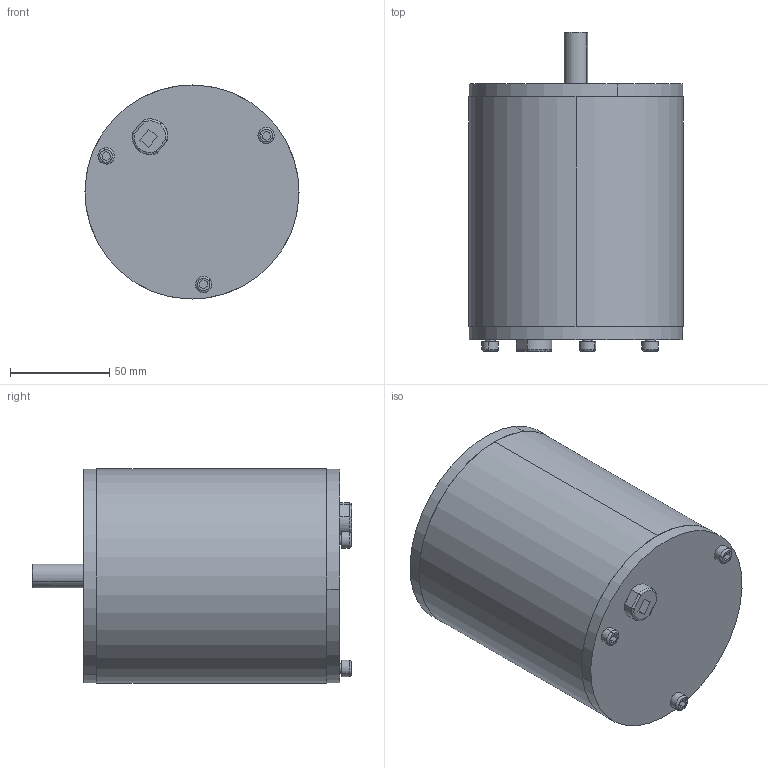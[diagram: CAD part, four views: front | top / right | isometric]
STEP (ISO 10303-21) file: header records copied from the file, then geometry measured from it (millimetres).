
FILE_DESCRIPTION (( 'STEP AP203' ), '1' );
FILE_NAME ('BLDC108.STEP', '2018-04-09T05:20:29', ( '' ), ( '' ), 'SwSTEP 2.0', 'SolidWorks 2015', '' );
FILE_SCHEMA (( 'CONFIG_CONTROL_DESIGN' ));
Length unit declared in the file: millimetre
Products named in the file (7): 瑩羞粣; BLDC108; 儂褲; ヶ裔; 綴裔; M5x130蹟隊; 盄諶
Assembly tree (8 placements, depth 2):
  BLDC108
    儂褲
    ヶ裔
    綴裔
    M5x130蹟隊  x3
    盄諶
    瑩羞粣
Bounding box: 108 x 161 x 108 mm (x, y, z)
Volume: 292778.2 mm3; surface area: 147352.8 mm2
Topology: 8 solids, 8 shells, 295 faces, 742 edges, 484 vertices
Faces by surface type: cylinder 164, plane 104, torus 15, cone 12
Entity records: 9422 total; most frequent: CARTESIAN_POINT 2080, DIRECTION 1451, ORIENTED_EDGE 1332, EDGE_CURVE 666, AXIS2_PLACEMENT_3D 575, VERTEX_POINT 436, CIRCLE 305, EDGE_LOOP 304
